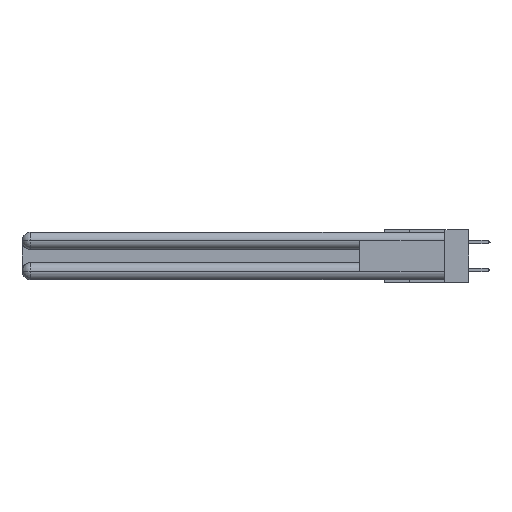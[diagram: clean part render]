
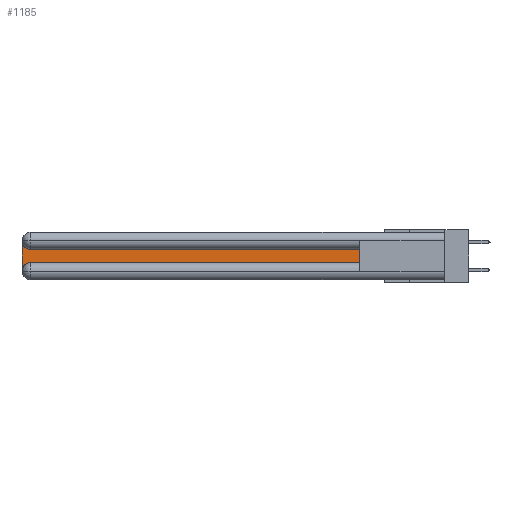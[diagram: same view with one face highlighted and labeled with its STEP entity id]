
A CAD part, left-side view. The second image highlights one B-rep face of the part: STEP entity #1185.
In plain terms, the highlighted planar face has unit normal (-1, 0, 0).
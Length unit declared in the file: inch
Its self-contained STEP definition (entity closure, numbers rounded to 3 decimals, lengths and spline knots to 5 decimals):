
#268 = VECTOR ( 'NONE', #9046, 39.37008 ) ;
#1185 = ADVANCED_FACE ( 'NONE', ( #12610 ), #9285, .F. ) ;
#1466 = LINE ( 'NONE', #10323, #18601 ) ;
#1757 = CARTESIAN_POINT ( 'NONE',  ( 0.075, 3., -0.1225 ) ) ;
#5229 = AXIS2_PLACEMENT_3D ( 'NONE', #6362, #6156, #23535 ) ;
#5609 = VERTEX_POINT ( 'NONE', #10809 ) ;
#6044 = VERTEX_POINT ( 'NONE', #16166 ) ;
#6156 = DIRECTION ( 'NONE',  ( 1., 0., 0. ) ) ;
#6362 = CARTESIAN_POINT ( 'NONE',  ( 0.075, 2.94, -0.2775 ) ) ;
#7108 = VECTOR ( 'NONE', #22560, 39.37008 ) ;
#7839 = CARTESIAN_POINT ( 'NONE',  ( 0.075, 0.6, -0.1225 ) ) ;
#8015 = DIRECTION ( 'NONE',  ( 1., 0., 0. ) ) ;
#8438 = ORIENTED_EDGE ( 'NONE', *, *, #17971, .T. ) ;
#9046 = DIRECTION ( 'NONE',  ( 0., 0., -1. ) ) ;
#9285 = PLANE ( 'NONE',  #18966 ) ;
#9886 = CARTESIAN_POINT ( 'NONE',  ( 0.075, 0.6, -0.2175 ) ) ;
#10323 = CARTESIAN_POINT ( 'NONE',  ( 0.075, 0.6, -0.2175 ) ) ;
#10626 = DIRECTION ( 'NONE',  ( 0., 0., -1. ) ) ;
#10658 = LINE ( 'NONE', #7839, #23454 ) ;
#10809 = CARTESIAN_POINT ( 'NONE',  ( 0.075, 3., -0.0625 ) ) ;
#11354 = EDGE_CURVE ( 'NONE', #30029, #17498, #28617, .T. ) ;
#11570 = CARTESIAN_POINT ( 'NONE',  ( 0.075, 3., -0.2175 ) ) ;
#12443 = AXIS2_PLACEMENT_3D ( 'NONE', #22860, #8015, #10626 ) ;
#12610 = FACE_OUTER_BOUND ( 'NONE', #21777, .T. ) ;
#13222 = CARTESIAN_POINT ( 'NONE',  ( 0.075, 2.94, -0.2175 ) ) ;
#14033 = CIRCLE ( 'NONE', #12443, 0.06 ) ;
#14035 = EDGE_CURVE ( 'NONE', #22040, #26367, #10658, .T. ) ;
#16166 = CARTESIAN_POINT ( 'NONE',  ( 0.075, 0.6, -0.2175 ) ) ;
#17498 = VERTEX_POINT ( 'NONE', #13222 ) ;
#17971 = EDGE_CURVE ( 'NONE', #26367, #5609, #14033, .T. ) ;
#18601 = VECTOR ( 'NONE', #27646, 39.37008 ) ;
#18713 = ORIENTED_EDGE ( 'NONE', *, *, #26646, .T. ) ;
#18966 = AXIS2_PLACEMENT_3D ( 'NONE', #1757, #19128, #26621 ) ;
#19128 = DIRECTION ( 'NONE',  ( 1., 0., 0. ) ) ;
#20867 = ORIENTED_EDGE ( 'NONE', *, *, #28054, .T. ) ;
#21564 = CARTESIAN_POINT ( 'NONE',  ( 0.075, 3., -0.2775 ) ) ;
#21777 = EDGE_LOOP ( 'NONE', ( #28109, #8438, #30269, #31733, #20867, #18713 ) ) ;
#22040 = VERTEX_POINT ( 'NONE', #24666 ) ;
#22428 = LINE ( 'NONE', #11570, #268 ) ;
#22560 = DIRECTION ( 'NONE',  ( 0., 0., 1. ) ) ;
#22860 = CARTESIAN_POINT ( 'NONE',  ( 0.075, 2.94, -0.0625 ) ) ;
#23454 = VECTOR ( 'NONE', #25180, 39.37008 ) ;
#23535 = DIRECTION ( 'NONE',  ( 0., 0., -1. ) ) ;
#24553 = LINE ( 'NONE', #9886, #7108 ) ;
#24666 = CARTESIAN_POINT ( 'NONE',  ( 0.075, 0.6, -0.1225 ) ) ;
#25180 = DIRECTION ( 'NONE',  ( 0., 1., 0. ) ) ;
#26367 = VERTEX_POINT ( 'NONE', #29276 ) ;
#26621 = DIRECTION ( 'NONE',  ( 0., 0., -1. ) ) ;
#26646 = EDGE_CURVE ( 'NONE', #6044, #22040, #24553, .T. ) ;
#27646 = DIRECTION ( 'NONE',  ( 0., -1., 0. ) ) ;
#28054 = EDGE_CURVE ( 'NONE', #17498, #6044, #1466, .T. ) ;
#28109 = ORIENTED_EDGE ( 'NONE', *, *, #14035, .T. ) ;
#28617 = CIRCLE ( 'NONE', #5229, 0.06 ) ;
#29276 = CARTESIAN_POINT ( 'NONE',  ( 0.075, 2.94, -0.1225 ) ) ;
#29386 = EDGE_CURVE ( 'NONE', #5609, #30029, #22428, .T. ) ;
#30029 = VERTEX_POINT ( 'NONE', #21564 ) ;
#30269 = ORIENTED_EDGE ( 'NONE', *, *, #29386, .T. ) ;
#31733 = ORIENTED_EDGE ( 'NONE', *, *, #11354, .T. ) ;
